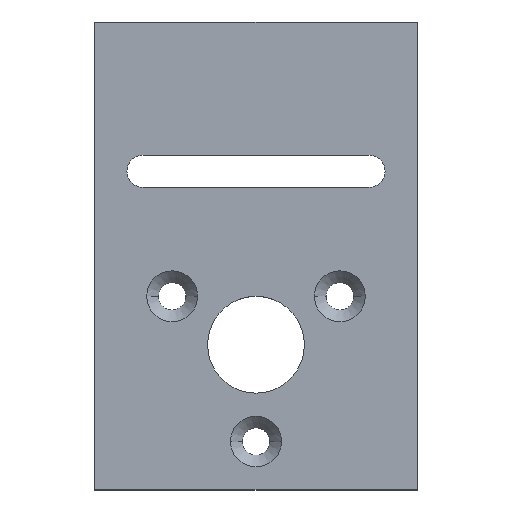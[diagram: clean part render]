
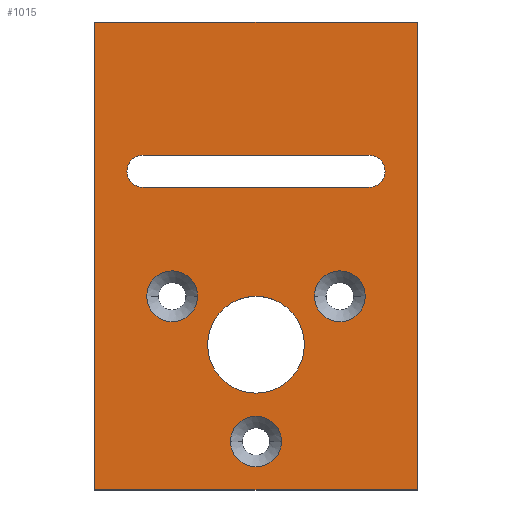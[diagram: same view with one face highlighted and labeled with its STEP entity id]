
A CAD part, top view. The second image highlights one B-rep face of the part: STEP entity #1015.
In plain terms, the highlighted planar face has unit normal (0, 0, 1).
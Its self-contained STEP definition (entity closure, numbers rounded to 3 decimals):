
#6 = EDGE_CURVE ( 'NONE', #1152, #137, #47, .T. ) ;
#9 = FACE_BOUND ( 'NONE', #708, .T. ) ;
#18 = CARTESIAN_POINT ( 'NONE',  ( 0., 0., 3. ) ) ;
#24 = VERTEX_POINT ( 'NONE', #185 ) ;
#37 = CARTESIAN_POINT ( 'NONE',  ( 0., -11., 3. ) ) ;
#47 = LINE ( 'NONE', #1239, #448 ) ;
#58 = AXIS2_PLACEMENT_3D ( 'NONE', #1056, #178, #574 ) ;
#66 = ORIENTED_EDGE ( 'NONE', *, *, #797, .F. ) ;
#67 = DIRECTION ( 'NONE',  ( 1., 0., 0. ) ) ;
#70 = DIRECTION ( 'NONE',  ( 1., 0., 0. ) ) ;
#125 = CARTESIAN_POINT ( 'NONE',  ( -20., 29., 3. ) ) ;
#137 = VERTEX_POINT ( 'NONE', #965 ) ;
#143 = CIRCLE ( 'NONE', #409, 2. ) ;
#146 = EDGE_LOOP ( 'NONE', ( #456, #699 ) ) ;
#162 = CIRCLE ( 'NONE', #1107, 3.15 ) ;
#167 = LINE ( 'NONE', #864, #879 ) ;
#174 = CARTESIAN_POINT ( 'NONE',  ( -6., -11., 3. ) ) ;
#177 = ORIENTED_EDGE ( 'NONE', *, *, #688, .F. ) ;
#178 = DIRECTION ( 'NONE',  ( 0., 0., 1. ) ) ;
#183 = CIRCLE ( 'NONE', #897, 6. ) ;
#184 = AXIS2_PLACEMENT_3D ( 'NONE', #662, #862, #1240 ) ;
#185 = CARTESIAN_POINT ( 'NONE',  ( 6., -11., 3. ) ) ;
#190 = DIRECTION ( 'NONE',  ( 0., 0., 1. ) ) ;
#208 = DIRECTION ( 'NONE',  ( 1., 0., 0. ) ) ;
#225 = DIRECTION ( 'NONE',  ( 0., 0., 1. ) ) ;
#239 = CARTESIAN_POINT ( 'NONE',  ( -10.392, -5., 3. ) ) ;
#245 = CARTESIAN_POINT ( 'NONE',  ( -13.542, -5., 3. ) ) ;
#255 = CARTESIAN_POINT ( 'NONE',  ( -14., 12.5, 3. ) ) ;
#262 = ORIENTED_EDGE ( 'NONE', *, *, #900, .F. ) ;
#276 = EDGE_CURVE ( 'NONE', #826, #1111, #429, .T. ) ;
#280 = EDGE_CURVE ( 'NONE', #824, #942, #1004, .T. ) ;
#292 = FACE_BOUND ( 'NONE', #737, .T. ) ;
#297 = DIRECTION ( 'NONE',  ( 0., 0., 1. ) ) ;
#302 = ORIENTED_EDGE ( 'NONE', *, *, #974, .F. ) ;
#303 = DIRECTION ( 'NONE',  ( 0., 0., -1. ) ) ;
#308 = AXIS2_PLACEMENT_3D ( 'NONE', #1076, #297, #972 ) ;
#311 = AXIS2_PLACEMENT_3D ( 'NONE', #1006, #225, #1018 ) ;
#313 = ORIENTED_EDGE ( 'NONE', *, *, #828, .T. ) ;
#321 = CARTESIAN_POINT ( 'NONE',  ( 0., -23., 3. ) ) ;
#331 = ORIENTED_EDGE ( 'NONE', *, *, #1161, .F. ) ;
#349 = ORIENTED_EDGE ( 'NONE', *, *, #395, .F. ) ;
#350 = DIRECTION ( 'NONE',  ( 0., 0., 1. ) ) ;
#362 = EDGE_LOOP ( 'NONE', ( #952, #262, #66, #1223, #586 ) ) ;
#364 = CARTESIAN_POINT ( 'NONE',  ( -10.392, -5., 3. ) ) ;
#381 = CARTESIAN_POINT ( 'NONE',  ( -20., -29., 3. ) ) ;
#382 = VERTEX_POINT ( 'NONE', #174 ) ;
#389 = DIRECTION ( 'NONE',  ( 0., 0., 1. ) ) ;
#395 = EDGE_CURVE ( 'NONE', #1075, #1053, #1082, .T. ) ;
#396 = VERTEX_POINT ( 'NONE', #1051 ) ;
#397 = DIRECTION ( 'NONE',  ( 0., 1., 0. ) ) ;
#405 = VERTEX_POINT ( 'NONE', #1024 ) ;
#406 = FACE_BOUND ( 'NONE', #657, .T. ) ;
#409 = AXIS2_PLACEMENT_3D ( 'NONE', #1182, #389, #208 ) ;
#429 = CIRCLE ( 'NONE', #1145, 3.15 ) ;
#436 = CIRCLE ( 'NONE', #311, 6. ) ;
#437 = ORIENTED_EDGE ( 'NONE', *, *, #1102, .F. ) ;
#445 = CARTESIAN_POINT ( 'NONE',  ( -3.15, -23., 3. ) ) ;
#448 = VECTOR ( 'NONE', #829, 1000. ) ;
#456 = ORIENTED_EDGE ( 'NONE', *, *, #276, .F. ) ;
#475 = CIRCLE ( 'NONE', #1190, 3.15 ) ;
#485 = CARTESIAN_POINT ( 'NONE',  ( 20., -29., 3. ) ) ;
#495 = VECTOR ( 'NONE', #953, 1000. ) ;
#496 = VECTOR ( 'NONE', #67, 1000. ) ;
#521 = DIRECTION ( 'NONE',  ( -1., 0., 0. ) ) ;
#523 = CARTESIAN_POINT ( 'NONE',  ( -7.242, -5., 3. ) ) ;
#534 = AXIS2_PLACEMENT_3D ( 'NONE', #364, #190, #70 ) ;
#536 = CARTESIAN_POINT ( 'NONE',  ( 10.392, -5., 3. ) ) ;
#566 = LINE ( 'NONE', #1159, #495 ) ;
#574 = DIRECTION ( 'NONE',  ( 1., 0., 0. ) ) ;
#586 = ORIENTED_EDGE ( 'NONE', *, *, #1261, .F. ) ;
#592 = CARTESIAN_POINT ( 'NONE',  ( -20., 29., 3. ) ) ;
#593 = VECTOR ( 'NONE', #521, 1000. ) ;
#608 = ORIENTED_EDGE ( 'NONE', *, *, #1052, .F. ) ;
#626 = DIRECTION ( 'NONE',  ( 0., 0., 1. ) ) ;
#634 = ORIENTED_EDGE ( 'NONE', *, *, #1252, .T. ) ;
#655 = ORIENTED_EDGE ( 'NONE', *, *, #280, .T. ) ;
#657 = EDGE_LOOP ( 'NONE', ( #608, #437 ) ) ;
#662 = CARTESIAN_POINT ( 'NONE',  ( 0., -23., 3. ) ) ;
#669 = DIRECTION ( 'NONE',  ( -1., 0., 0. ) ) ;
#678 = FACE_OUTER_BOUND ( 'NONE', #1212, .T. ) ;
#688 = EDGE_CURVE ( 'NONE', #1053, #1075, #162, .T. ) ;
#690 = LINE ( 'NONE', #485, #1085 ) ;
#699 = ORIENTED_EDGE ( 'NONE', *, *, #1197, .F. ) ;
#708 = EDGE_LOOP ( 'NONE', ( #302, #331 ) ) ;
#712 = DIRECTION ( 'NONE',  ( 1., 0., 0. ) ) ;
#737 = EDGE_LOOP ( 'NONE', ( #349, #177 ) ) ;
#738 = DIRECTION ( 'NONE',  ( 1., 0., 0. ) ) ;
#750 = CARTESIAN_POINT ( 'NONE',  ( -20., -29., 3. ) ) ;
#757 = CARTESIAN_POINT ( 'NONE',  ( 20., 29., 3. ) ) ;
#777 = FACE_BOUND ( 'NONE', #362, .T. ) ;
#793 = DIRECTION ( 'NONE',  ( -1., 0., 0. ) ) ;
#797 = EDGE_CURVE ( 'NONE', #1035, #1203, #167, .T. ) ;
#820 = VERTEX_POINT ( 'NONE', #750 ) ;
#823 = DIRECTION ( 'NONE',  ( 1., 0., 0. ) ) ;
#824 = VERTEX_POINT ( 'NONE', #757 ) ;
#825 = CARTESIAN_POINT ( 'NONE',  ( -14., 8.5, 3. ) ) ;
#826 = VERTEX_POINT ( 'NONE', #1043 ) ;
#828 = EDGE_CURVE ( 'NONE', #942, #820, #566, .T. ) ;
#829 = DIRECTION ( 'NONE',  ( 1., 0., 0. ) ) ;
#862 = DIRECTION ( 'NONE',  ( 0., 0., 1. ) ) ;
#864 = CARTESIAN_POINT ( 'NONE',  ( -14., 12.5, 3. ) ) ;
#879 = VECTOR ( 'NONE', #669, 1000. ) ;
#897 = AXIS2_PLACEMENT_3D ( 'NONE', #37, #1213, #1217 ) ;
#900 = EDGE_CURVE ( 'NONE', #1203, #1152, #1002, .T. ) ;
#901 = ORIENTED_EDGE ( 'NONE', *, *, #962, .T. ) ;
#932 = DIRECTION ( 'NONE',  ( 1., 0., 0. ) ) ;
#941 = CARTESIAN_POINT ( 'NONE',  ( 14., 10.5, 3. ) ) ;
#942 = VERTEX_POINT ( 'NONE', #592 ) ;
#952 = ORIENTED_EDGE ( 'NONE', *, *, #6, .F. ) ;
#953 = DIRECTION ( 'NONE',  ( 0., -1., 0. ) ) ;
#960 = AXIS2_PLACEMENT_3D ( 'NONE', #941, #1036, #932 ) ;
#962 = EDGE_CURVE ( 'NONE', #405, #824, #690, .T. ) ;
#965 = CARTESIAN_POINT ( 'NONE',  ( 14., 8.5, 3. ) ) ;
#972 = DIRECTION ( 'NONE',  ( 1., 0., 0. ) ) ;
#974 = EDGE_CURVE ( 'NONE', #990, #396, #980, .T. ) ;
#980 = CIRCLE ( 'NONE', #308, 3.15 ) ;
#987 = FACE_BOUND ( 'NONE', #146, .T. ) ;
#990 = VERTEX_POINT ( 'NONE', #1178 ) ;
#1002 = CIRCLE ( 'NONE', #58, 2. ) ;
#1004 = LINE ( 'NONE', #125, #593 ) ;
#1006 = CARTESIAN_POINT ( 'NONE',  ( 0., -11., 3. ) ) ;
#1009 = EDGE_CURVE ( 'NONE', #1113, #1035, #143, .T. ) ;
#1015 = ADVANCED_FACE ( 'NONE', ( #777, #987, #292, #9, #406, #678 ), #1273, .F. ) ;
#1018 = DIRECTION ( 'NONE',  ( 1., 0., 0. ) ) ;
#1024 = CARTESIAN_POINT ( 'NONE',  ( 20., -29., 3. ) ) ;
#1029 = DIRECTION ( 'NONE',  ( 0., 0., 1. ) ) ;
#1035 = VERTEX_POINT ( 'NONE', #1097 ) ;
#1036 = DIRECTION ( 'NONE',  ( 0., 0., 1. ) ) ;
#1043 = CARTESIAN_POINT ( 'NONE',  ( 3.15, -23., 3. ) ) ;
#1051 = CARTESIAN_POINT ( 'NONE',  ( 7.242, -5., 3. ) ) ;
#1052 = EDGE_CURVE ( 'NONE', #24, #382, #183, .T. ) ;
#1053 = VERTEX_POINT ( 'NONE', #245 ) ;
#1056 = CARTESIAN_POINT ( 'NONE',  ( -14., 10.5, 3. ) ) ;
#1075 = VERTEX_POINT ( 'NONE', #523 ) ;
#1076 = CARTESIAN_POINT ( 'NONE',  ( 10.392, -5., 3. ) ) ;
#1082 = CIRCLE ( 'NONE', #534, 3.15 ) ;
#1085 = VECTOR ( 'NONE', #397, 1000. ) ;
#1097 = CARTESIAN_POINT ( 'NONE',  ( 14., 12.5, 3. ) ) ;
#1102 = EDGE_CURVE ( 'NONE', #382, #24, #436, .T. ) ;
#1107 = AXIS2_PLACEMENT_3D ( 'NONE', #239, #1029, #712 ) ;
#1111 = VERTEX_POINT ( 'NONE', #445 ) ;
#1113 = VERTEX_POINT ( 'NONE', #1123 ) ;
#1123 = CARTESIAN_POINT ( 'NONE',  ( 16., 10.5, 3. ) ) ;
#1128 = AXIS2_PLACEMENT_3D ( 'NONE', #18, #303, #793 ) ;
#1145 = AXIS2_PLACEMENT_3D ( 'NONE', #321, #626, #823 ) ;
#1151 = LINE ( 'NONE', #381, #496 ) ;
#1152 = VERTEX_POINT ( 'NONE', #825 ) ;
#1159 = CARTESIAN_POINT ( 'NONE',  ( -20., -29., 3. ) ) ;
#1161 = EDGE_CURVE ( 'NONE', #396, #990, #475, .T. ) ;
#1178 = CARTESIAN_POINT ( 'NONE',  ( 13.542, -5., 3. ) ) ;
#1182 = CARTESIAN_POINT ( 'NONE',  ( 14., 10.5, 3. ) ) ;
#1190 = AXIS2_PLACEMENT_3D ( 'NONE', #536, #350, #738 ) ;
#1197 = EDGE_CURVE ( 'NONE', #1111, #826, #1227, .T. ) ;
#1203 = VERTEX_POINT ( 'NONE', #255 ) ;
#1210 = CIRCLE ( 'NONE', #960, 2. ) ;
#1212 = EDGE_LOOP ( 'NONE', ( #901, #655, #313, #634 ) ) ;
#1213 = DIRECTION ( 'NONE',  ( 0., 0., 1. ) ) ;
#1217 = DIRECTION ( 'NONE',  ( 1., 0., 0. ) ) ;
#1223 = ORIENTED_EDGE ( 'NONE', *, *, #1009, .F. ) ;
#1227 = CIRCLE ( 'NONE', #184, 3.15 ) ;
#1239 = CARTESIAN_POINT ( 'NONE',  ( -14., 8.5, 3. ) ) ;
#1240 = DIRECTION ( 'NONE',  ( 1., 0., 0. ) ) ;
#1252 = EDGE_CURVE ( 'NONE', #820, #405, #1151, .T. ) ;
#1261 = EDGE_CURVE ( 'NONE', #137, #1113, #1210, .T. ) ;
#1273 = PLANE ( 'NONE',  #1128 ) ;
